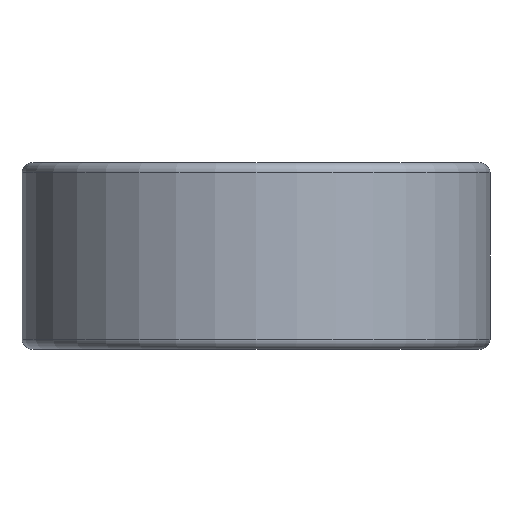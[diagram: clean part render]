
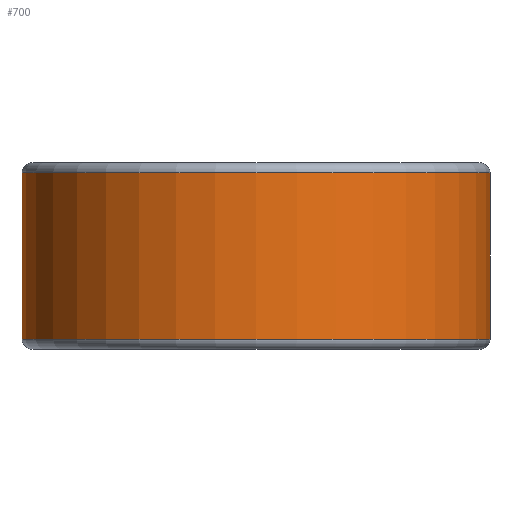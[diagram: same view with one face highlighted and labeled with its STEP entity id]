
A CAD part, front view. The second image highlights one B-rep face of the part: STEP entity #700.
In plain terms, the highlighted cylindrical face has radius 17.856 mm (diameter 35.712 mm), a partial arc.
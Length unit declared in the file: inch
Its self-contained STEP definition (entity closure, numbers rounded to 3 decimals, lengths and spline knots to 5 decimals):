
#5 = AXIS2_PLACEMENT_3D ( 'NONE', #2171, #921, #517 ) ;
#184 = ORIENTED_EDGE ( 'NONE', *, *, #1539, .T. ) ;
#207 = VERTEX_POINT ( 'NONE', #2677 ) ;
#237 = FACE_OUTER_BOUND ( 'NONE', #1499, .T. ) ;
#246 = CARTESIAN_POINT ( 'NONE',  ( 1.328, -1.687, -0.25 ) ) ;
#339 = AXIS2_PLACEMENT_3D ( 'NONE', #963, #2424, #1180 ) ;
#403 = EDGE_CURVE ( 'NONE', #1604, #1644, #2245, .T. ) ;
#517 = DIRECTION ( 'NONE',  ( 1., 0., 0. ) ) ;
#700 = ADVANCED_FACE ( 'NONE', ( #237 ), #2381, .T. ) ;
#838 = EDGE_CURVE ( 'NONE', #1604, #207, #1679, .T. ) ;
#921 = DIRECTION ( 'NONE',  ( 0., 0., 1. ) ) ;
#952 = VERTEX_POINT ( 'NONE', #246 ) ;
#963 = CARTESIAN_POINT ( 'NONE',  ( 0.625, -1.687, -0.25 ) ) ;
#1002 = CARTESIAN_POINT ( 'NONE',  ( 0.625, -1.687, 0.25 ) ) ;
#1180 = DIRECTION ( 'NONE',  ( 1., 0., 0. ) ) ;
#1183 = VECTOR ( 'NONE', #1416, 39.37008 ) ;
#1219 = DIRECTION ( 'NONE',  ( 1., 0., 0. ) ) ;
#1233 = CARTESIAN_POINT ( 'NONE',  ( -0.078, -1.687, 0.25 ) ) ;
#1265 = VECTOR ( 'NONE', #1802, 39.37008 ) ;
#1416 = DIRECTION ( 'NONE',  ( 0., 0., -1. ) ) ;
#1499 = EDGE_LOOP ( 'NONE', ( #184, #1626, #2182, #1712 ) ) ;
#1519 = EDGE_CURVE ( 'NONE', #952, #207, #1818, .T. ) ;
#1539 = EDGE_CURVE ( 'NONE', #1644, #952, #2357, .T. ) ;
#1604 = VERTEX_POINT ( 'NONE', #1233 ) ;
#1626 = ORIENTED_EDGE ( 'NONE', *, *, #1519, .T. ) ;
#1644 = VERTEX_POINT ( 'NONE', #1862 ) ;
#1679 = CIRCLE ( 'NONE', #2506, 0.703 ) ;
#1712 = ORIENTED_EDGE ( 'NONE', *, *, #403, .T. ) ;
#1802 = DIRECTION ( 'NONE',  ( 0., 0., 1. ) ) ;
#1818 = LINE ( 'NONE', #2412, #1265 ) ;
#1862 = CARTESIAN_POINT ( 'NONE',  ( -0.078, -1.687, -0.25 ) ) ;
#2171 = CARTESIAN_POINT ( 'NONE',  ( 0.625, -1.687, 0. ) ) ;
#2182 = ORIENTED_EDGE ( 'NONE', *, *, #838, .F. ) ;
#2242 = CARTESIAN_POINT ( 'NONE',  ( -0.078, -1.687, 0.25 ) ) ;
#2245 = LINE ( 'NONE', #2242, #1183 ) ;
#2357 = CIRCLE ( 'NONE', #339, 0.703 ) ;
#2381 = CYLINDRICAL_SURFACE ( 'NONE', #5, 0.703 ) ;
#2412 = CARTESIAN_POINT ( 'NONE',  ( 1.328, -1.687, 0. ) ) ;
#2424 = DIRECTION ( 'NONE',  ( 0., 0., 1. ) ) ;
#2460 = DIRECTION ( 'NONE',  ( 0., 0., 1. ) ) ;
#2506 = AXIS2_PLACEMENT_3D ( 'NONE', #1002, #2460, #1219 ) ;
#2677 = CARTESIAN_POINT ( 'NONE',  ( 1.328, -1.687, 0.25 ) ) ;
